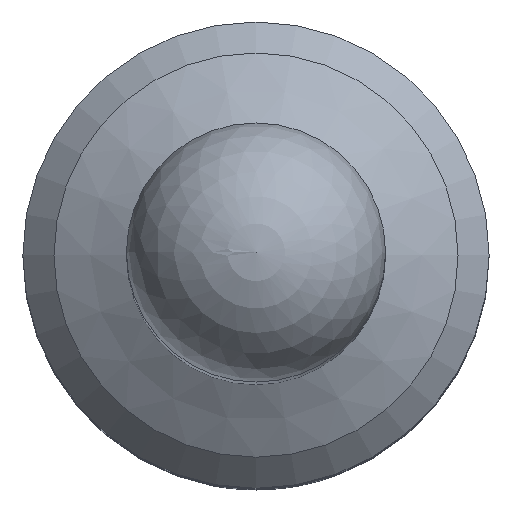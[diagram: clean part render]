
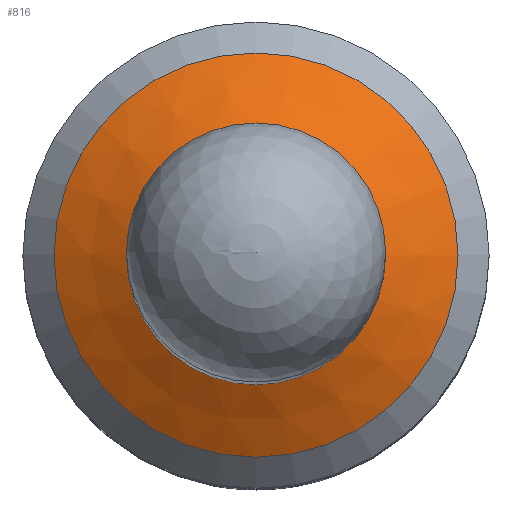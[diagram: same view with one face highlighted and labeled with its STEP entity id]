
A CAD part, top view. The second image highlights one B-rep face of the part: STEP entity #816.
In plain terms, the highlighted conical face has half-angle 60 degrees and reference radius 1.35 mm.
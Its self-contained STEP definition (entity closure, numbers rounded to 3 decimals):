
#807=CONICAL_SURFACE('',#3969,1.35,60.);
#816=ADVANCED_FACE('',(#1001,#1002),#807,.T.);
#1001=FACE_BOUND('',#1055,.T.);
#1002=FACE_BOUND('',#1056,.T.);
#1055=EDGE_LOOP('',(#1261));
#1056=EDGE_LOOP('',(#1262));
#1261=ORIENTED_EDGE('',*,*,#2002,.F.);
#1262=ORIENTED_EDGE('',*,*,#2001,.T.);
#1810=VERTEX_POINT('',#5527);
#1811=VERTEX_POINT('',#5530);
#2001=EDGE_CURVE('',#1810,#1810,#2287,.T.);
#2002=EDGE_CURVE('',#1811,#1811,#2288,.T.);
#2287=CIRCLE('',#3966,1.25);
#2288=CIRCLE('',#3968,1.95);
#3966=AXIS2_PLACEMENT_3D('',#5526,#4445,#4446);
#3968=AXIS2_PLACEMENT_3D('',#5529,#4449,#4450);
#3969=AXIS2_PLACEMENT_3D('',#5531,#4451,#4452);
#4445=DIRECTION('',(0.,0.,-1.));
#4446=DIRECTION('',(-1.,0.,0.));
#4449=DIRECTION('',(0.,0.,-1.));
#4450=DIRECTION('',(-1.,0.,0.));
#4451=DIRECTION('',(0.,0.,-1.));
#4452=DIRECTION('',(-1.,0.,0.));
#5526=CARTESIAN_POINT('',(0.,0.,9.9));
#5527=CARTESIAN_POINT('',(-1.25,0.,9.9));
#5529=CARTESIAN_POINT('',(0.,0.,9.496));
#5530=CARTESIAN_POINT('',(-1.95,0.,9.496));
#5531=CARTESIAN_POINT('',(0.,0.,9.842));
